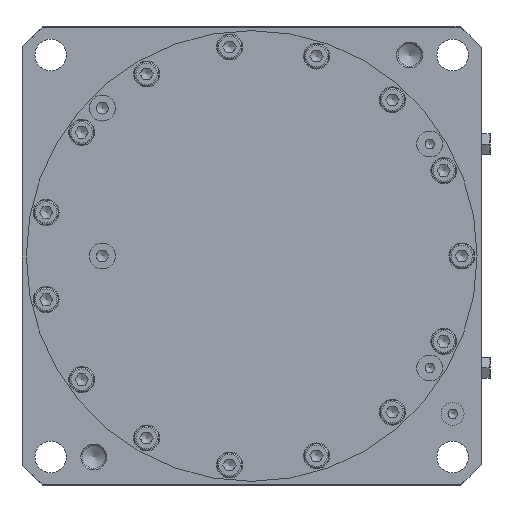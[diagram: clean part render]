
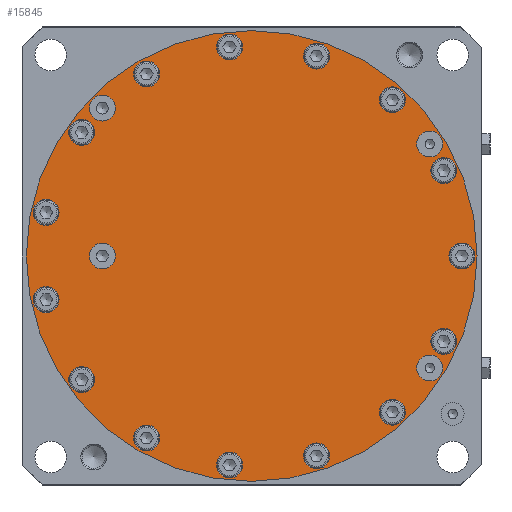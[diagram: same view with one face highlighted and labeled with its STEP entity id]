
A CAD part, front view. The second image highlights one B-rep face of the part: STEP entity #15845.
In plain terms, the highlighted face is planar.
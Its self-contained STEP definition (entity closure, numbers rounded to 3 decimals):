
#4217=PLANE('',#17483);
#4497=FACE_BOUND('',#6425,.T.);
#4498=FACE_BOUND('',#6426,.T.);
#4499=FACE_BOUND('',#6427,.T.);
#4500=FACE_BOUND('',#6428,.T.);
#4501=FACE_BOUND('',#6429,.T.);
#4502=FACE_BOUND('',#6430,.T.);
#4503=FACE_BOUND('',#6431,.T.);
#4504=FACE_BOUND('',#6432,.T.);
#4505=FACE_BOUND('',#6433,.T.);
#4506=FACE_BOUND('',#6434,.T.);
#4507=FACE_BOUND('',#6435,.T.);
#4508=FACE_BOUND('',#6436,.T.);
#4509=FACE_BOUND('',#6437,.T.);
#4510=FACE_BOUND('',#6438,.T.);
#4511=FACE_BOUND('',#6439,.T.);
#4512=FACE_BOUND('',#6440,.T.);
#4513=FACE_BOUND('',#6441,.T.);
#4514=FACE_BOUND('',#6442,.T.);
#4515=FACE_BOUND('',#6443,.T.);
#5362=FACE_OUTER_BOUND('',#6424,.T.);
#6424=EDGE_LOOP('',(#14798));
#6425=EDGE_LOOP('',(#14799));
#6426=EDGE_LOOP('',(#14800));
#6427=EDGE_LOOP('',(#14801));
#6428=EDGE_LOOP('',(#14802));
#6429=EDGE_LOOP('',(#14803));
#6430=EDGE_LOOP('',(#14804));
#6431=EDGE_LOOP('',(#14805));
#6432=EDGE_LOOP('',(#14806));
#6433=EDGE_LOOP('',(#14807));
#6434=EDGE_LOOP('',(#14808));
#6435=EDGE_LOOP('',(#14809));
#6436=EDGE_LOOP('',(#14810));
#6437=EDGE_LOOP('',(#14811));
#6438=EDGE_LOOP('',(#14812));
#6439=EDGE_LOOP('',(#14813));
#6440=EDGE_LOOP('',(#14814));
#6441=EDGE_LOOP('',(#14815));
#6442=EDGE_LOOP('',(#14816));
#6443=EDGE_LOOP('',(#14817));
#6755=CIRCLE('',#17350,4.5);
#6759=CIRCLE('',#17357,4.5);
#6763=CIRCLE('',#17364,4.5);
#6767=CIRCLE('',#17371,4.5);
#6771=CIRCLE('',#17378,4.5);
#6775=CIRCLE('',#17385,4.5);
#6779=CIRCLE('',#17392,4.5);
#6783=CIRCLE('',#17399,4.5);
#6787=CIRCLE('',#17406,4.5);
#6791=CIRCLE('',#17413,4.5);
#6795=CIRCLE('',#17420,4.5);
#6799=CIRCLE('',#17427,4.5);
#6803=CIRCLE('',#17434,4.5);
#6807=CIRCLE('',#17441,4.5);
#6811=CIRCLE('',#17448,4.5);
#6815=CIRCLE('',#17455,4.5);
#6819=CIRCLE('',#17462,4.5);
#6823=CIRCLE('',#17469,4.5);
#6827=CIRCLE('',#17476,4.5);
#6829=CIRCLE('',#17480,78.5);
#8248=VERTEX_POINT('',#26439);
#8252=VERTEX_POINT('',#26450);
#8256=VERTEX_POINT('',#26461);
#8260=VERTEX_POINT('',#26472);
#8264=VERTEX_POINT('',#26483);
#8268=VERTEX_POINT('',#26494);
#8272=VERTEX_POINT('',#26505);
#8276=VERTEX_POINT('',#26516);
#8280=VERTEX_POINT('',#26527);
#8284=VERTEX_POINT('',#26538);
#8288=VERTEX_POINT('',#26549);
#8292=VERTEX_POINT('',#26560);
#8296=VERTEX_POINT('',#26571);
#8300=VERTEX_POINT('',#26582);
#8304=VERTEX_POINT('',#26593);
#8308=VERTEX_POINT('',#26604);
#8312=VERTEX_POINT('',#26615);
#8316=VERTEX_POINT('',#26626);
#8320=VERTEX_POINT('',#26637);
#8322=VERTEX_POINT('',#26643);
#10417=EDGE_CURVE('',#8248,#8248,#6755,.T.);
#10421=EDGE_CURVE('',#8252,#8252,#6759,.T.);
#10425=EDGE_CURVE('',#8256,#8256,#6763,.T.);
#10429=EDGE_CURVE('',#8260,#8260,#6767,.T.);
#10433=EDGE_CURVE('',#8264,#8264,#6771,.T.);
#10437=EDGE_CURVE('',#8268,#8268,#6775,.T.);
#10441=EDGE_CURVE('',#8272,#8272,#6779,.T.);
#10445=EDGE_CURVE('',#8276,#8276,#6783,.T.);
#10449=EDGE_CURVE('',#8280,#8280,#6787,.T.);
#10453=EDGE_CURVE('',#8284,#8284,#6791,.T.);
#10457=EDGE_CURVE('',#8288,#8288,#6795,.T.);
#10461=EDGE_CURVE('',#8292,#8292,#6799,.T.);
#10465=EDGE_CURVE('',#8296,#8296,#6803,.T.);
#10469=EDGE_CURVE('',#8300,#8300,#6807,.T.);
#10473=EDGE_CURVE('',#8304,#8304,#6811,.T.);
#10477=EDGE_CURVE('',#8308,#8308,#6815,.T.);
#10481=EDGE_CURVE('',#8312,#8312,#6819,.T.);
#10485=EDGE_CURVE('',#8316,#8316,#6823,.T.);
#10489=EDGE_CURVE('',#8320,#8320,#6827,.T.);
#10491=EDGE_CURVE('',#8322,#8322,#6829,.T.);
#14798=ORIENTED_EDGE('',*,*,#10491,.T.);
#14799=ORIENTED_EDGE('',*,*,#10417,.T.);
#14800=ORIENTED_EDGE('',*,*,#10421,.T.);
#14801=ORIENTED_EDGE('',*,*,#10425,.T.);
#14802=ORIENTED_EDGE('',*,*,#10429,.T.);
#14803=ORIENTED_EDGE('',*,*,#10433,.T.);
#14804=ORIENTED_EDGE('',*,*,#10437,.T.);
#14805=ORIENTED_EDGE('',*,*,#10441,.T.);
#14806=ORIENTED_EDGE('',*,*,#10445,.T.);
#14807=ORIENTED_EDGE('',*,*,#10449,.T.);
#14808=ORIENTED_EDGE('',*,*,#10453,.T.);
#14809=ORIENTED_EDGE('',*,*,#10457,.T.);
#14810=ORIENTED_EDGE('',*,*,#10461,.T.);
#14811=ORIENTED_EDGE('',*,*,#10465,.T.);
#14812=ORIENTED_EDGE('',*,*,#10469,.T.);
#14813=ORIENTED_EDGE('',*,*,#10473,.T.);
#14814=ORIENTED_EDGE('',*,*,#10477,.T.);
#14815=ORIENTED_EDGE('',*,*,#10481,.T.);
#14816=ORIENTED_EDGE('',*,*,#10485,.T.);
#14817=ORIENTED_EDGE('',*,*,#10489,.T.);
#15845=ADVANCED_FACE('',(#5362,#4497,#4498,#4499,#4500,#4501,#4502,#4503,
#4504,#4505,#4506,#4507,#4508,#4509,#4510,#4511,#4512,#4513,#4514,#4515),
#4217,.T.);
#17350=AXIS2_PLACEMENT_3D('',#26440,#21607,#21608);
#17357=AXIS2_PLACEMENT_3D('',#26451,#21621,#21622);
#17364=AXIS2_PLACEMENT_3D('',#26462,#21635,#21636);
#17371=AXIS2_PLACEMENT_3D('',#26473,#21649,#21650);
#17378=AXIS2_PLACEMENT_3D('',#26484,#21663,#21664);
#17385=AXIS2_PLACEMENT_3D('',#26495,#21677,#21678);
#17392=AXIS2_PLACEMENT_3D('',#26506,#21691,#21692);
#17399=AXIS2_PLACEMENT_3D('',#26517,#21705,#21706);
#17406=AXIS2_PLACEMENT_3D('',#26528,#21719,#21720);
#17413=AXIS2_PLACEMENT_3D('',#26539,#21733,#21734);
#17420=AXIS2_PLACEMENT_3D('',#26550,#21747,#21748);
#17427=AXIS2_PLACEMENT_3D('',#26561,#21761,#21762);
#17434=AXIS2_PLACEMENT_3D('',#26572,#21775,#21776);
#17441=AXIS2_PLACEMENT_3D('',#26583,#21789,#21790);
#17448=AXIS2_PLACEMENT_3D('',#26594,#21803,#21804);
#17455=AXIS2_PLACEMENT_3D('',#26605,#21817,#21818);
#17462=AXIS2_PLACEMENT_3D('',#26616,#21831,#21832);
#17469=AXIS2_PLACEMENT_3D('',#26627,#21845,#21846);
#17476=AXIS2_PLACEMENT_3D('',#26638,#21859,#21860);
#17480=AXIS2_PLACEMENT_3D('',#26644,#21867,#21868);
#17483=AXIS2_PLACEMENT_3D('',#26648,#21873,#21874);
#21607=DIRECTION('center_axis',(0.,0.,-1.));
#21608=DIRECTION('ref_axis',(1.,0.,0.));
#21621=DIRECTION('center_axis',(0.,0.,-1.));
#21622=DIRECTION('ref_axis',(1.,0.,0.));
#21635=DIRECTION('center_axis',(0.,0.,-1.));
#21636=DIRECTION('ref_axis',(1.,0.,0.));
#21649=DIRECTION('center_axis',(0.,0.,-1.));
#21650=DIRECTION('ref_axis',(1.,0.,0.));
#21663=DIRECTION('center_axis',(0.,0.,-1.));
#21664=DIRECTION('ref_axis',(1.,0.,0.));
#21677=DIRECTION('center_axis',(0.,0.,-1.));
#21678=DIRECTION('ref_axis',(1.,0.,0.));
#21691=DIRECTION('center_axis',(0.,0.,-1.));
#21692=DIRECTION('ref_axis',(1.,0.,0.));
#21705=DIRECTION('center_axis',(0.,0.,-1.));
#21706=DIRECTION('ref_axis',(1.,0.,0.));
#21719=DIRECTION('center_axis',(0.,0.,-1.));
#21720=DIRECTION('ref_axis',(1.,0.,0.));
#21733=DIRECTION('center_axis',(0.,0.,-1.));
#21734=DIRECTION('ref_axis',(1.,0.,0.));
#21747=DIRECTION('center_axis',(0.,0.,-1.));
#21748=DIRECTION('ref_axis',(1.,0.,0.));
#21761=DIRECTION('center_axis',(0.,0.,-1.));
#21762=DIRECTION('ref_axis',(1.,0.,0.));
#21775=DIRECTION('center_axis',(0.,0.,-1.));
#21776=DIRECTION('ref_axis',(1.,0.,0.));
#21789=DIRECTION('center_axis',(0.,0.,-1.));
#21790=DIRECTION('ref_axis',(1.,0.,0.));
#21803=DIRECTION('center_axis',(0.,0.,-1.));
#21804=DIRECTION('ref_axis',(1.,0.,0.));
#21817=DIRECTION('center_axis',(0.,0.,-1.));
#21818=DIRECTION('ref_axis',(1.,0.,0.));
#21831=DIRECTION('center_axis',(0.,0.,-1.));
#21832=DIRECTION('ref_axis',(1.,0.,0.));
#21845=DIRECTION('center_axis',(0.,0.,-1.));
#21846=DIRECTION('ref_axis',(1.,0.,0.));
#21859=DIRECTION('center_axis',(0.,0.,-1.));
#21860=DIRECTION('ref_axis',(1.,0.,0.));
#21867=DIRECTION('center_axis',(0.,0.,1.));
#21868=DIRECTION('ref_axis',(-1.,0.,0.));
#21873=DIRECTION('center_axis',(0.,0.,1.));
#21874=DIRECTION('ref_axis',(1.,0.,0.));
#26439=CARTESIAN_POINT('',(66.5,39.,50.));
#26440=CARTESIAN_POINT('Origin',(62.,39.,50.));
#26450=CARTESIAN_POINT('',(66.5,-39.,50.));
#26451=CARTESIAN_POINT('Origin',(62.,-39.,50.));
#26461=CARTESIAN_POINT('',(-47.5,0.,50.));
#26462=CARTESIAN_POINT('Origin',(-52.,0.,50.));
#26472=CARTESIAN_POINT('',(-47.5,51.5,50.));
#26473=CARTESIAN_POINT('Origin',(-52.,51.5,50.));
#26483=CARTESIAN_POINT('',(53.5,-54.4,50.));
#26484=CARTESIAN_POINT('Origin',(49.,-54.4,50.));
#26494=CARTESIAN_POINT('',(-3.2,-72.8,50.));
#26495=CARTESIAN_POINT('Origin',(-7.7,-72.8,50.));
#26505=CARTESIAN_POINT('',(-54.7,-43.05,50.));
#26506=CARTESIAN_POINT('Origin',(-59.2,-43.05,50.));
#26516=CARTESIAN_POINT('',(-67.1,15.2,50.));
#26517=CARTESIAN_POINT('Origin',(-71.6,15.2,50.));
#26527=CARTESIAN_POINT('',(-32.1,63.4,50.));
#26528=CARTESIAN_POINT('Origin',(-36.6,63.4,50.));
#26538=CARTESIAN_POINT('',(27.1,69.6,50.));
#26539=CARTESIAN_POINT('Origin',(22.6,69.6,50.));
#26549=CARTESIAN_POINT('',(71.4,29.75,50.));
#26550=CARTESIAN_POINT('Origin',(66.9,29.75,50.));
#26560=CARTESIAN_POINT('',(77.7,0.,50.));
#26561=CARTESIAN_POINT('Origin',(73.2,0.,50.));
#26571=CARTESIAN_POINT('',(53.5,54.4,50.));
#26572=CARTESIAN_POINT('Origin',(49.,54.4,50.));
#26582=CARTESIAN_POINT('',(-3.2,72.8,50.));
#26583=CARTESIAN_POINT('Origin',(-7.7,72.8,50.));
#26593=CARTESIAN_POINT('',(-54.7,43.05,50.));
#26594=CARTESIAN_POINT('Origin',(-59.2,43.05,50.));
#26604=CARTESIAN_POINT('',(-67.1,-15.2,50.));
#26605=CARTESIAN_POINT('Origin',(-71.6,-15.2,50.));
#26615=CARTESIAN_POINT('',(-32.1,-63.4,50.));
#26616=CARTESIAN_POINT('Origin',(-36.6,-63.4,50.));
#26626=CARTESIAN_POINT('',(27.1,-69.6,50.));
#26627=CARTESIAN_POINT('Origin',(22.6,-69.6,50.));
#26637=CARTESIAN_POINT('',(71.4,-29.75,50.));
#26638=CARTESIAN_POINT('Origin',(66.9,-29.75,50.));
#26643=CARTESIAN_POINT('',(78.5,0.,50.));
#26644=CARTESIAN_POINT('Origin',(0.,0.,50.));
#26648=CARTESIAN_POINT('Origin',(0.,0.,50.));
